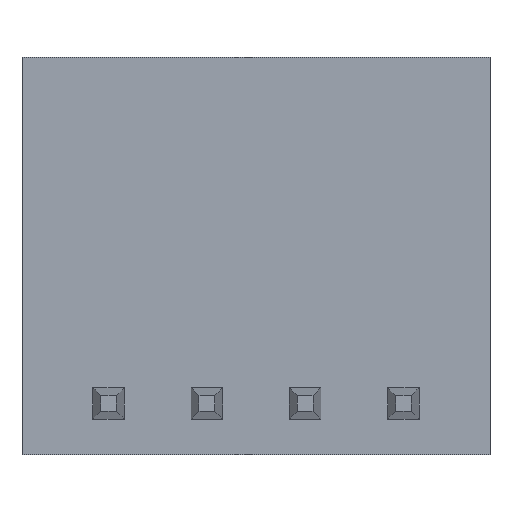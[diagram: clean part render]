
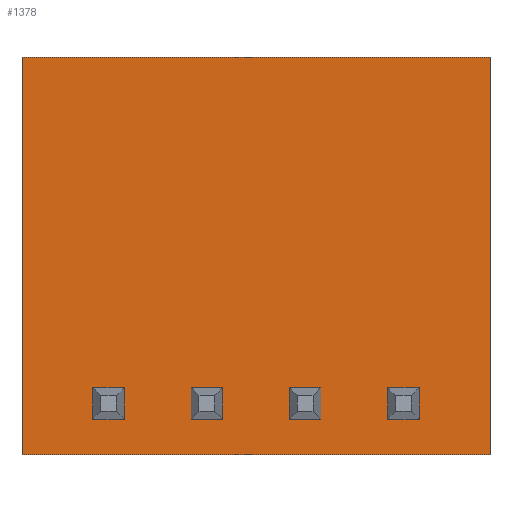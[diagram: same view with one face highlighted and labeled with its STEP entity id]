
A CAD part, front view. The second image highlights one B-rep face of the part: STEP entity #1378.
In plain terms, the highlighted planar face has unit normal (0, -1, 0).
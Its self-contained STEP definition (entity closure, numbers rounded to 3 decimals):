
#1224=AXIS2_PLACEMENT_3D('Plane Axis2P3D',#1221,#1222,#1223) ;
#817=CARTESIAN_POINT('Vertex',(0.,3.2,10.1)) ;
#822=CARTESIAN_POINT('Line Origine',(5.95,3.2,10.1)) ;
#826=CARTESIAN_POINT('Vertex',(11.9,3.2,10.1)) ;
#1198=CARTESIAN_POINT('Vertex',(0.,3.2,0.)) ;
#1205=CARTESIAN_POINT('Vertex',(11.9,3.2,0.)) ;
#1208=CARTESIAN_POINT('Line Origine',(5.95,3.2,0.)) ;
#1221=CARTESIAN_POINT('Axis2P3D Location',(0.95,3.2,3.5)) ;
#1226=CARTESIAN_POINT('Line Origine',(0.,3.2,5.05)) ;
#1231=CARTESIAN_POINT('Line Origine',(11.9,3.2,5.05)) ;
#1242=CARTESIAN_POINT('Line Origine',(2.2,3.2,1.7)) ;
#1246=CARTESIAN_POINT('Vertex',(1.8,3.2,1.7)) ;
#1248=CARTESIAN_POINT('Vertex',(2.6,3.2,1.7)) ;
#1251=CARTESIAN_POINT('Line Origine',(2.6,3.2,1.3)) ;
#1255=CARTESIAN_POINT('Vertex',(2.6,3.2,0.9)) ;
#1258=CARTESIAN_POINT('Line Origine',(2.2,3.2,0.9)) ;
#1262=CARTESIAN_POINT('Vertex',(1.8,3.2,0.9)) ;
#1265=CARTESIAN_POINT('Line Origine',(1.8,3.2,1.3)) ;
#1276=CARTESIAN_POINT('Line Origine',(4.7,3.2,1.7)) ;
#1280=CARTESIAN_POINT('Vertex',(4.3,3.2,1.7)) ;
#1282=CARTESIAN_POINT('Vertex',(5.1,3.2,1.7)) ;
#1285=CARTESIAN_POINT('Line Origine',(5.1,3.2,1.3)) ;
#1289=CARTESIAN_POINT('Vertex',(5.1,3.2,0.9)) ;
#1292=CARTESIAN_POINT('Line Origine',(4.7,3.2,0.9)) ;
#1296=CARTESIAN_POINT('Vertex',(4.3,3.2,0.9)) ;
#1299=CARTESIAN_POINT('Line Origine',(4.3,3.2,1.3)) ;
#1310=CARTESIAN_POINT('Line Origine',(7.2,3.2,1.7)) ;
#1314=CARTESIAN_POINT('Vertex',(6.8,3.2,1.7)) ;
#1316=CARTESIAN_POINT('Vertex',(7.6,3.2,1.7)) ;
#1319=CARTESIAN_POINT('Line Origine',(7.6,3.2,1.3)) ;
#1323=CARTESIAN_POINT('Vertex',(7.6,3.2,0.9)) ;
#1326=CARTESIAN_POINT('Line Origine',(7.2,3.2,0.9)) ;
#1330=CARTESIAN_POINT('Vertex',(6.8,3.2,0.9)) ;
#1333=CARTESIAN_POINT('Line Origine',(6.8,3.2,1.3)) ;
#1344=CARTESIAN_POINT('Line Origine',(9.7,3.2,1.7)) ;
#1348=CARTESIAN_POINT('Vertex',(9.3,3.2,1.7)) ;
#1350=CARTESIAN_POINT('Vertex',(10.1,3.2,1.7)) ;
#1353=CARTESIAN_POINT('Line Origine',(10.1,3.2,1.3)) ;
#1357=CARTESIAN_POINT('Vertex',(10.1,3.2,0.9)) ;
#1360=CARTESIAN_POINT('Line Origine',(9.7,3.2,0.9)) ;
#1364=CARTESIAN_POINT('Vertex',(9.3,3.2,0.9)) ;
#1367=CARTESIAN_POINT('Line Origine',(9.3,3.2,1.3)) ;
#823=DIRECTION('Vector Direction',(-1.,0.,0.)) ;
#1209=DIRECTION('Vector Direction',(-1.,0.,0.)) ;
#1222=DIRECTION('Axis2P3D Direction',(0.,-1.,-0.)) ;
#1223=DIRECTION('Axis2P3D XDirection',(0.,0.,-1.)) ;
#1227=DIRECTION('Vector Direction',(0.,0.,1.)) ;
#1232=DIRECTION('Vector Direction',(0.,0.,1.)) ;
#1243=DIRECTION('Vector Direction',(1.,0.,0.)) ;
#1252=DIRECTION('Vector Direction',(0.,0.,1.)) ;
#1259=DIRECTION('Vector Direction',(1.,0.,0.)) ;
#1266=DIRECTION('Vector Direction',(0.,0.,1.)) ;
#1277=DIRECTION('Vector Direction',(1.,0.,0.)) ;
#1286=DIRECTION('Vector Direction',(0.,0.,1.)) ;
#1293=DIRECTION('Vector Direction',(1.,0.,0.)) ;
#1300=DIRECTION('Vector Direction',(0.,0.,1.)) ;
#1311=DIRECTION('Vector Direction',(1.,0.,0.)) ;
#1320=DIRECTION('Vector Direction',(0.,0.,1.)) ;
#1327=DIRECTION('Vector Direction',(1.,0.,0.)) ;
#1334=DIRECTION('Vector Direction',(0.,0.,1.)) ;
#1345=DIRECTION('Vector Direction',(1.,0.,0.)) ;
#1354=DIRECTION('Vector Direction',(0.,0.,1.)) ;
#1361=DIRECTION('Vector Direction',(1.,0.,0.)) ;
#1368=DIRECTION('Vector Direction',(0.,0.,1.)) ;
#824=VECTOR('Line Direction',#823,1.) ;
#1210=VECTOR('Line Direction',#1209,1.) ;
#1228=VECTOR('Line Direction',#1227,1.) ;
#1233=VECTOR('Line Direction',#1232,1.) ;
#1244=VECTOR('Line Direction',#1243,1.) ;
#1253=VECTOR('Line Direction',#1252,1.) ;
#1260=VECTOR('Line Direction',#1259,1.) ;
#1267=VECTOR('Line Direction',#1266,1.) ;
#1278=VECTOR('Line Direction',#1277,1.) ;
#1287=VECTOR('Line Direction',#1286,1.) ;
#1294=VECTOR('Line Direction',#1293,1.) ;
#1301=VECTOR('Line Direction',#1300,1.) ;
#1312=VECTOR('Line Direction',#1311,1.) ;
#1321=VECTOR('Line Direction',#1320,1.) ;
#1328=VECTOR('Line Direction',#1327,1.) ;
#1335=VECTOR('Line Direction',#1334,1.) ;
#1346=VECTOR('Line Direction',#1345,1.) ;
#1355=VECTOR('Line Direction',#1354,1.) ;
#1362=VECTOR('Line Direction',#1361,1.) ;
#1369=VECTOR('Line Direction',#1368,1.) ;
#1237=ORIENTED_EDGE('',*,*,#1230,.F.) ;
#1238=ORIENTED_EDGE('',*,*,#1212,.F.) ;
#1239=ORIENTED_EDGE('',*,*,#1235,.T.) ;
#1240=ORIENTED_EDGE('',*,*,#828,.T.) ;
#1271=ORIENTED_EDGE('',*,*,#1250,.T.) ;
#1272=ORIENTED_EDGE('',*,*,#1257,.F.) ;
#1273=ORIENTED_EDGE('',*,*,#1264,.F.) ;
#1274=ORIENTED_EDGE('',*,*,#1269,.T.) ;
#1305=ORIENTED_EDGE('',*,*,#1284,.T.) ;
#1306=ORIENTED_EDGE('',*,*,#1291,.F.) ;
#1307=ORIENTED_EDGE('',*,*,#1298,.F.) ;
#1308=ORIENTED_EDGE('',*,*,#1303,.T.) ;
#1339=ORIENTED_EDGE('',*,*,#1318,.T.) ;
#1340=ORIENTED_EDGE('',*,*,#1325,.F.) ;
#1341=ORIENTED_EDGE('',*,*,#1332,.F.) ;
#1342=ORIENTED_EDGE('',*,*,#1337,.T.) ;
#1373=ORIENTED_EDGE('',*,*,#1352,.T.) ;
#1374=ORIENTED_EDGE('',*,*,#1359,.F.) ;
#1375=ORIENTED_EDGE('',*,*,#1366,.F.) ;
#1376=ORIENTED_EDGE('',*,*,#1371,.T.) ;
#1275=FACE_BOUND('',#1270,.T.) ;
#1309=FACE_BOUND('',#1304,.T.) ;
#1343=FACE_BOUND('',#1338,.T.) ;
#1377=FACE_BOUND('',#1372,.T.) ;
#1378=ADVANCED_FACE('BREP_WITH_VOIDS #5103',(#1241,#1275,#1309,#1343,#1377),#1225,.T.) ;
#828=EDGE_CURVE('',#827,#818,#825,.T.) ;
#1212=EDGE_CURVE('',#1206,#1199,#1211,.T.) ;
#1230=EDGE_CURVE('',#1199,#818,#1229,.T.) ;
#1235=EDGE_CURVE('',#1206,#827,#1234,.T.) ;
#1250=EDGE_CURVE('',#1247,#1249,#1245,.T.) ;
#1257=EDGE_CURVE('',#1256,#1249,#1254,.T.) ;
#1264=EDGE_CURVE('',#1263,#1256,#1261,.T.) ;
#1269=EDGE_CURVE('',#1263,#1247,#1268,.T.) ;
#1284=EDGE_CURVE('',#1281,#1283,#1279,.T.) ;
#1291=EDGE_CURVE('',#1290,#1283,#1288,.T.) ;
#1298=EDGE_CURVE('',#1297,#1290,#1295,.T.) ;
#1303=EDGE_CURVE('',#1297,#1281,#1302,.T.) ;
#1318=EDGE_CURVE('',#1315,#1317,#1313,.T.) ;
#1325=EDGE_CURVE('',#1324,#1317,#1322,.T.) ;
#1332=EDGE_CURVE('',#1331,#1324,#1329,.T.) ;
#1337=EDGE_CURVE('',#1331,#1315,#1336,.T.) ;
#1352=EDGE_CURVE('',#1349,#1351,#1347,.T.) ;
#1359=EDGE_CURVE('',#1358,#1351,#1356,.T.) ;
#1366=EDGE_CURVE('',#1365,#1358,#1363,.T.) ;
#1371=EDGE_CURVE('',#1365,#1349,#1370,.T.) ;
#1236=EDGE_LOOP('',(#1237,#1238,#1239,#1240)) ;
#1270=EDGE_LOOP('',(#1271,#1272,#1273,#1274)) ;
#1304=EDGE_LOOP('',(#1305,#1306,#1307,#1308)) ;
#1338=EDGE_LOOP('',(#1339,#1340,#1341,#1342)) ;
#1372=EDGE_LOOP('',(#1373,#1374,#1375,#1376)) ;
#1241=FACE_OUTER_BOUND('',#1236,.T.) ;
#825=LINE('Line',#822,#824) ;
#1211=LINE('Line',#1208,#1210) ;
#1229=LINE('Line',#1226,#1228) ;
#1234=LINE('Line',#1231,#1233) ;
#1245=LINE('Line',#1242,#1244) ;
#1254=LINE('Line',#1251,#1253) ;
#1261=LINE('Line',#1258,#1260) ;
#1268=LINE('Line',#1265,#1267) ;
#1279=LINE('Line',#1276,#1278) ;
#1288=LINE('Line',#1285,#1287) ;
#1295=LINE('Line',#1292,#1294) ;
#1302=LINE('Line',#1299,#1301) ;
#1313=LINE('Line',#1310,#1312) ;
#1322=LINE('Line',#1319,#1321) ;
#1329=LINE('Line',#1326,#1328) ;
#1336=LINE('Line',#1333,#1335) ;
#1347=LINE('Line',#1344,#1346) ;
#1356=LINE('Line',#1353,#1355) ;
#1363=LINE('Line',#1360,#1362) ;
#1370=LINE('Line',#1367,#1369) ;
#1225=PLANE('',#1224) ;
#818=VERTEX_POINT('',#817) ;
#827=VERTEX_POINT('',#826) ;
#1199=VERTEX_POINT('',#1198) ;
#1206=VERTEX_POINT('',#1205) ;
#1247=VERTEX_POINT('',#1246) ;
#1249=VERTEX_POINT('',#1248) ;
#1256=VERTEX_POINT('',#1255) ;
#1263=VERTEX_POINT('',#1262) ;
#1281=VERTEX_POINT('',#1280) ;
#1283=VERTEX_POINT('',#1282) ;
#1290=VERTEX_POINT('',#1289) ;
#1297=VERTEX_POINT('',#1296) ;
#1315=VERTEX_POINT('',#1314) ;
#1317=VERTEX_POINT('',#1316) ;
#1324=VERTEX_POINT('',#1323) ;
#1331=VERTEX_POINT('',#1330) ;
#1349=VERTEX_POINT('',#1348) ;
#1351=VERTEX_POINT('',#1350) ;
#1358=VERTEX_POINT('',#1357) ;
#1365=VERTEX_POINT('',#1364) ;
